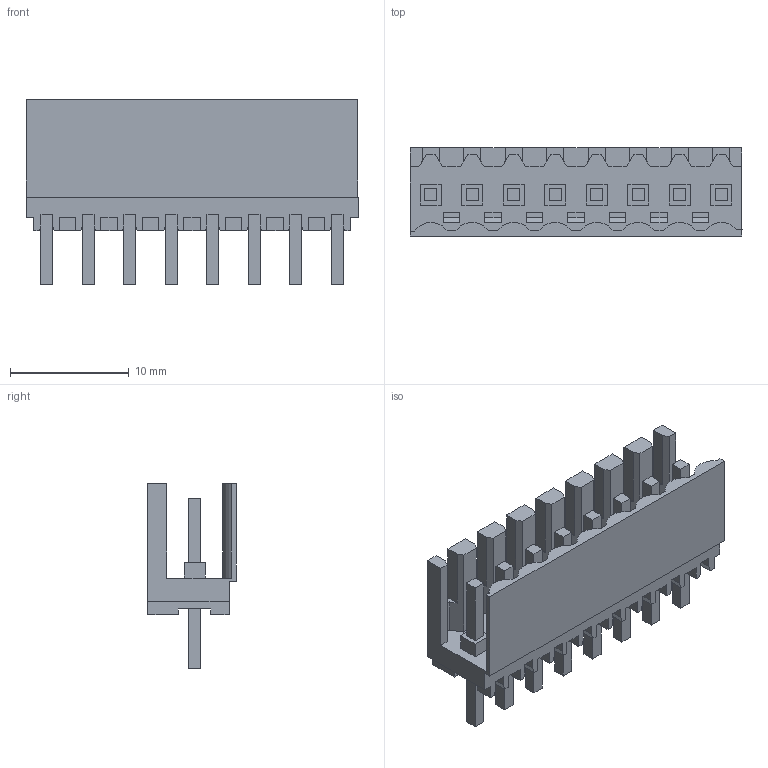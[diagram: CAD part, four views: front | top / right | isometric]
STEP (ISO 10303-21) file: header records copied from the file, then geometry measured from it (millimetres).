
FILE_DESCRIPTION(('CATIA V5 STEP Exchange','CAx-IF Rec.Pracs.--- Model Styling and Organization---1.2---2011-12-15'),'2;1');
FILE_NAME ('D1453213_0_1604980000_1604980000.stp','2018-03-13T06:15:26+00:00',('none'),('Weidmueller'),'CATIA Version 5-6 Release 2014','CATIA V5 STEP AP214','none');
FILE_SCHEMA(('AUTOMOTIVE_DESIGN { 1 0 10303 214 1 1 1 1 }'));
Length unit declared in the file: millimetre
Products named in the file (1): 1604980000
Bounding box: 28 x 7.45 x 15.55 mm (x, y, z)
Volume: 899.5 mm3; surface area: 2570.2 mm2
Topology: 9 solids, 9 shells, 478 faces, 1402 edges, 957 vertices
Faces by surface type: plane 470, cylinder 8
Entity records: 15135 total; most frequent: ORIENTED_EDGE 2804, CARTESIAN_POINT 2644, DIRECTION 1970, EDGE_CURVE 1402, VECTOR 1386, LINE 1386, VERTEX_POINT 957, EDGE_LOOP 509
